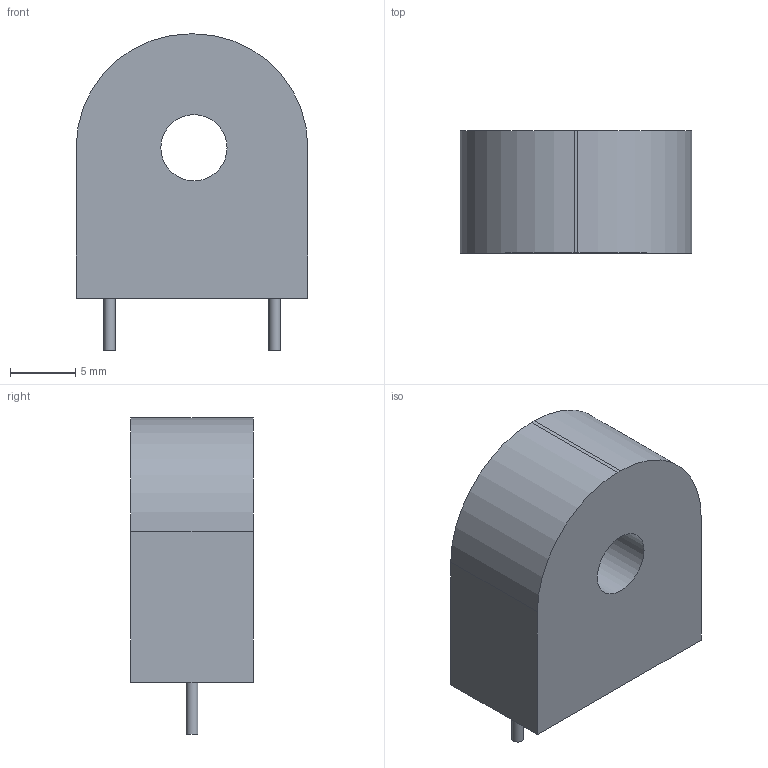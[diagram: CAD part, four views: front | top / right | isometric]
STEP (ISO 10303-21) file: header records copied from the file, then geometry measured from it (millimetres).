
FILE_DESCRIPTION(/* description */ ('STEP AP214'),/* implementation_level */ '2;1');
FILE_NAME(/* name */ '606765c31baa571591425c92',/* time_stamp */ '2021-04-02T18:43:16+00:00',/* author */ (''),/* organization */ (''),/* preprocessor_version */ 'ST-DEVELOPER v18.1',/* originating_system */ ' ',/* authorisation */ ' ');
FILE_SCHEMA (('AUTOMOTIVE_DESIGN {1 0 10303 214 3 1 1}'));
Length unit declared in the file: metre
Products named in the file (1): Part 1
Bounding box: 17.8 x 9.4 x 24.3 mm (x, y, z)
Volume: 2902.3 mm3; surface area: 1434.7 mm2
Topology: 1 solids, 1 shells, 13 faces, 28 edges, 19 vertices
Faces by surface type: plane 8, cylinder 5
Full cylindrical faces by diameter (mm): 0.9 x2, 5.08 x1
Entity records: 370 total; most frequent: DIRECTION 62, CARTESIAN_POINT 56, ORIENTED_EDGE 48, EDGE_CURVE 24, AXIS2_PLACEMENT_3D 24, EDGE_LOOP 20, FACE_BOUND 20, VERTEX_POINT 18
